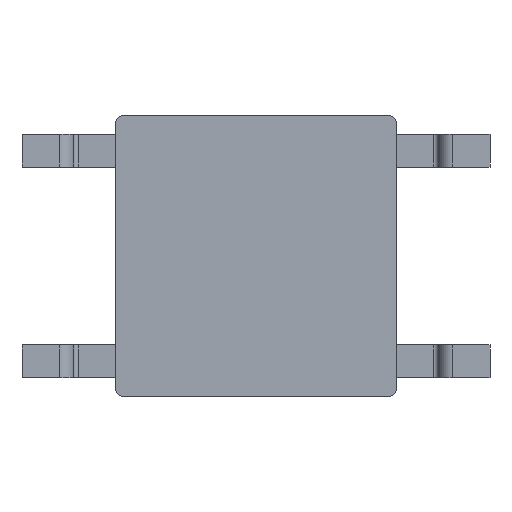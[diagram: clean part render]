
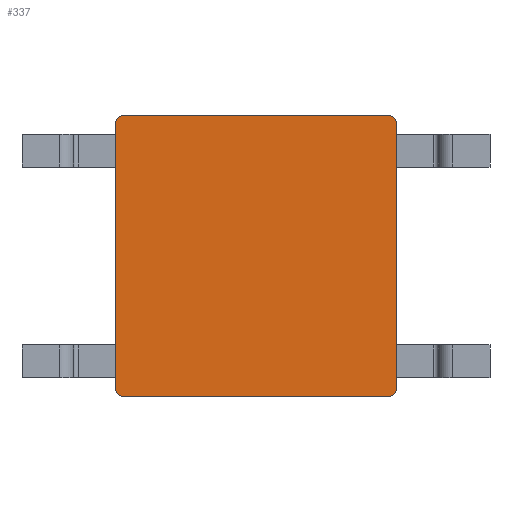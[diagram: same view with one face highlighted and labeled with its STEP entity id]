
A CAD part, front view. The second image highlights one B-rep face of the part: STEP entity #337.
In plain terms, the highlighted planar face has unit normal (0, -1, 0).
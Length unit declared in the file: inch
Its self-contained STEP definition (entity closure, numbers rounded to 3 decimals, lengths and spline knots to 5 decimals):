
#132 = AXIS2_PLACEMENT_3D ( 'NONE', #2132, #2410, #2714 ) ;
#148 = CARTESIAN_POINT ( 'NONE',  ( 0.1122, 0., -0.11811 ) ) ;
#170 = FACE_OUTER_BOUND ( 'NONE', #1050, .T. ) ;
#216 = CARTESIAN_POINT ( 'NONE',  ( -0.11811, 0., -0.11811 ) ) ;
#337 = ADVANCED_FACE ( 'NONE', ( #170 ), #709, .F. ) ;
#343 = ORIENTED_EDGE ( 'NONE', *, *, #2006, .F. ) ;
#365 = EDGE_CURVE ( 'NONE', #1988, #3086, #1952, .T. ) ;
#476 = CARTESIAN_POINT ( 'NONE',  ( -0.1122, 0., 0.1122 ) ) ;
#541 = EDGE_CURVE ( 'NONE', #1054, #1878, #2764, .T. ) ;
#586 = DIRECTION ( 'NONE',  ( 0., 0., -1. ) ) ;
#647 = CARTESIAN_POINT ( 'NONE',  ( 0.11811, 0., -0.1122 ) ) ;
#673 = ORIENTED_EDGE ( 'NONE', *, *, #2253, .T. ) ;
#688 = VECTOR ( 'NONE', #2977, 39.37008 ) ;
#709 = PLANE ( 'NONE',  #1535 ) ;
#731 = DIRECTION ( 'NONE',  ( -1., 0., 0. ) ) ;
#820 = EDGE_CURVE ( 'NONE', #1988, #3367, #1779, .T. ) ;
#855 = VERTEX_POINT ( 'NONE', #148 ) ;
#939 = ORIENTED_EDGE ( 'NONE', *, *, #541, .F. ) ;
#950 = EDGE_CURVE ( 'NONE', #1350, #3086, #3288, .T. ) ;
#983 = CARTESIAN_POINT ( 'NONE',  ( -0.11811, 0., 0.1122 ) ) ;
#1050 = EDGE_LOOP ( 'NONE', ( #939, #1625, #3403, #3266, #1333, #673, #343, #1452 ) ) ;
#1054 = VERTEX_POINT ( 'NONE', #1926 ) ;
#1078 = VECTOR ( 'NONE', #586, 39.37008 ) ;
#1141 = CARTESIAN_POINT ( 'NONE',  ( -0.1122, 0., -0.11811 ) ) ;
#1148 = AXIS2_PLACEMENT_3D ( 'NONE', #2574, #1445, #2012 ) ;
#1179 = DIRECTION ( 'NONE',  ( 0., -1., 0. ) ) ;
#1333 = ORIENTED_EDGE ( 'NONE', *, *, #950, .F. ) ;
#1350 = VERTEX_POINT ( 'NONE', #2980 ) ;
#1445 = DIRECTION ( 'NONE',  ( 0., -1., 0. ) ) ;
#1452 = ORIENTED_EDGE ( 'NONE', *, *, #2841, .T. ) ;
#1511 = DIRECTION ( 'NONE',  ( 0., 0., 1. ) ) ;
#1528 = CARTESIAN_POINT ( 'NONE',  ( 0.1122, 0., -0.1122 ) ) ;
#1535 = AXIS2_PLACEMENT_3D ( 'NONE', #2964, #3242, #2944 ) ;
#1625 = ORIENTED_EDGE ( 'NONE', *, *, #2738, .T. ) ;
#1641 = CARTESIAN_POINT ( 'NONE',  ( 0.11811, 0., -0.11811 ) ) ;
#1771 = CARTESIAN_POINT ( 'NONE',  ( -0.1122, 0., 0.11811 ) ) ;
#1779 = LINE ( 'NONE', #2400, #2537 ) ;
#1878 = VERTEX_POINT ( 'NONE', #647 ) ;
#1926 = CARTESIAN_POINT ( 'NONE',  ( 0.11811, 0., 0.1122 ) ) ;
#1952 = CIRCLE ( 'NONE', #2930, 0.00591 ) ;
#1969 = CARTESIAN_POINT ( 'NONE',  ( 0.1122, 0., 0.11811 ) ) ;
#1988 = VERTEX_POINT ( 'NONE', #1771 ) ;
#2006 = EDGE_CURVE ( 'NONE', #855, #3363, #3170, .T. ) ;
#2012 = DIRECTION ( 'NONE',  ( 0., 0., 1. ) ) ;
#2132 = CARTESIAN_POINT ( 'NONE',  ( 0.1122, 0., 0.1122 ) ) ;
#2207 = CIRCLE ( 'NONE', #132, 0.00591 ) ;
#2253 = EDGE_CURVE ( 'NONE', #1350, #3363, #2720, .T. ) ;
#2361 = DIRECTION ( 'NONE',  ( 1., 0., 0. ) ) ;
#2400 = CARTESIAN_POINT ( 'NONE',  ( -0.11811, 0., 0.11811 ) ) ;
#2410 = DIRECTION ( 'NONE',  ( 0., -1., 0. ) ) ;
#2537 = VECTOR ( 'NONE', #2361, 39.37008 ) ;
#2574 = CARTESIAN_POINT ( 'NONE',  ( -0.1122, 0., -0.1122 ) ) ;
#2600 = VECTOR ( 'NONE', #731, 39.37008 ) ;
#2606 = AXIS2_PLACEMENT_3D ( 'NONE', #1528, #1179, #1511 ) ;
#2673 = DIRECTION ( 'NONE',  ( 0., -1., 0. ) ) ;
#2714 = DIRECTION ( 'NONE',  ( 0., 0., 1. ) ) ;
#2720 = CIRCLE ( 'NONE', #1148, 0.00591 ) ;
#2738 = EDGE_CURVE ( 'NONE', #1054, #3367, #2207, .T. ) ;
#2764 = LINE ( 'NONE', #1641, #1078 ) ;
#2841 = EDGE_CURVE ( 'NONE', #855, #1878, #3536, .T. ) ;
#2892 = DIRECTION ( 'NONE',  ( 0., 0., 1. ) ) ;
#2930 = AXIS2_PLACEMENT_3D ( 'NONE', #476, #2673, #2892 ) ;
#2944 = DIRECTION ( 'NONE',  ( 1., 0., 0. ) ) ;
#2964 = CARTESIAN_POINT ( 'NONE',  ( 0., 0., 0. ) ) ;
#2977 = DIRECTION ( 'NONE',  ( 0., 0., 1. ) ) ;
#2980 = CARTESIAN_POINT ( 'NONE',  ( -0.11811, 0., -0.1122 ) ) ;
#3086 = VERTEX_POINT ( 'NONE', #983 ) ;
#3170 = LINE ( 'NONE', #216, #2600 ) ;
#3242 = DIRECTION ( 'NONE',  ( 0., 1., 0. ) ) ;
#3266 = ORIENTED_EDGE ( 'NONE', *, *, #365, .T. ) ;
#3269 = CARTESIAN_POINT ( 'NONE',  ( -0.11811, 0., -0.11811 ) ) ;
#3288 = LINE ( 'NONE', #3269, #688 ) ;
#3363 = VERTEX_POINT ( 'NONE', #1141 ) ;
#3367 = VERTEX_POINT ( 'NONE', #1969 ) ;
#3403 = ORIENTED_EDGE ( 'NONE', *, *, #820, .F. ) ;
#3536 = CIRCLE ( 'NONE', #2606, 0.00591 ) ;
